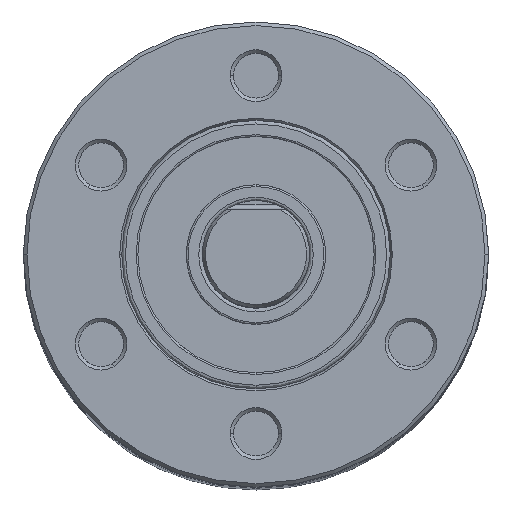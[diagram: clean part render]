
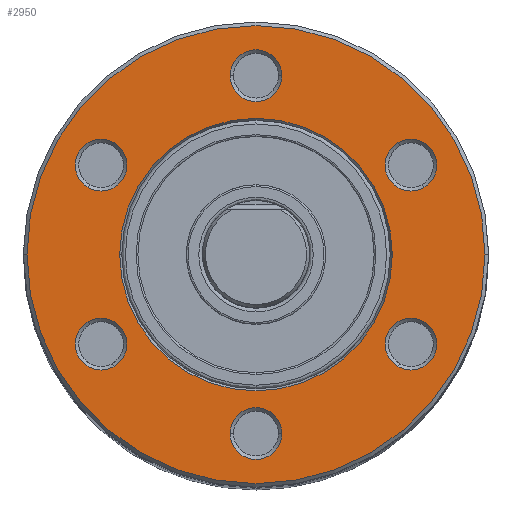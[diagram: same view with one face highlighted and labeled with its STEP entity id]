
A CAD part, top view. The second image highlights one B-rep face of the part: STEP entity #2950.
In plain terms, the highlighted planar face has unit normal (0, 0, 1).
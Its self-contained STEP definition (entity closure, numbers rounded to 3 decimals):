
#226=CARTESIAN_POINT('',(0.,0.,44.55));
#227=DIRECTION('',(0.,0.,1.));
#228=DIRECTION('',(1.,0.,0.));
#229=AXIS2_PLACEMENT_3D('',#226,#227,#228);
#231=CARTESIAN_POINT('',(0.,0.,44.55));
#232=DIRECTION('',(0.,0.,1.));
#233=DIRECTION('',(-1.,0.,0.));
#234=AXIS2_PLACEMENT_3D('',#231,#232,#233);
#236=CARTESIAN_POINT('',(0.,0.,44.55));
#237=DIRECTION('',(0.,0.,1.));
#238=DIRECTION('',(1.,0.,0.));
#239=AXIS2_PLACEMENT_3D('',#236,#237,#238);
#241=CARTESIAN_POINT('',(0.,0.,44.55));
#242=DIRECTION('',(0.,0.,1.));
#243=DIRECTION('',(-1.,0.,0.));
#244=AXIS2_PLACEMENT_3D('',#241,#242,#243);
#246=CARTESIAN_POINT('',(0.,-10.,44.55));
#247=DIRECTION('',(0.,0.,-1.));
#248=DIRECTION('',(-1.,0.,0.));
#249=AXIS2_PLACEMENT_3D('',#246,#247,#248);
#251=CARTESIAN_POINT('',(0.,-10.,44.55));
#252=DIRECTION('',(0.,0.,-1.));
#253=DIRECTION('',(1.,0.,0.));
#254=AXIS2_PLACEMENT_3D('',#251,#252,#253);
#256=CARTESIAN_POINT('',(-8.66,-5.,44.55));
#257=DIRECTION('',(0.,0.,-1.));
#258=DIRECTION('',(-0.5,0.866,0.));
#259=AXIS2_PLACEMENT_3D('',#256,#257,#258);
#261=CARTESIAN_POINT('',(-8.66,-5.,44.55));
#262=DIRECTION('',(0.,0.,-1.));
#263=DIRECTION('',(0.5,-0.866,0.));
#264=AXIS2_PLACEMENT_3D('',#261,#262,#263);
#266=CARTESIAN_POINT('',(-8.66,5.,44.55));
#267=DIRECTION('',(0.,0.,-1.));
#268=DIRECTION('',(-0.5,-0.866,0.));
#269=AXIS2_PLACEMENT_3D('',#266,#267,#268);
#271=CARTESIAN_POINT('',(-8.66,5.,44.55));
#272=DIRECTION('',(0.,0.,-1.));
#273=DIRECTION('',(0.5,0.866,0.));
#274=AXIS2_PLACEMENT_3D('',#271,#272,#273);
#276=CARTESIAN_POINT('',(0.,10.,44.55));
#277=DIRECTION('',(0.,0.,-1.));
#278=DIRECTION('',(-1.,0.,0.));
#279=AXIS2_PLACEMENT_3D('',#276,#277,#278);
#281=CARTESIAN_POINT('',(0.,10.,44.55));
#282=DIRECTION('',(0.,0.,-1.));
#283=DIRECTION('',(1.,0.,0.));
#284=AXIS2_PLACEMENT_3D('',#281,#282,#283);
#286=CARTESIAN_POINT('',(8.66,5.,44.55));
#287=DIRECTION('',(0.,0.,-1.));
#288=DIRECTION('',(-0.5,0.866,0.));
#289=AXIS2_PLACEMENT_3D('',#286,#287,#288);
#291=CARTESIAN_POINT('',(8.66,5.,44.55));
#292=DIRECTION('',(0.,0.,-1.));
#293=DIRECTION('',(0.5,-0.866,0.));
#294=AXIS2_PLACEMENT_3D('',#291,#292,#293);
#296=CARTESIAN_POINT('',(8.66,-5.,44.55));
#297=DIRECTION('',(0.,0.,-1.));
#298=DIRECTION('',(-0.5,-0.866,0.));
#299=AXIS2_PLACEMENT_3D('',#296,#297,#298);
#301=CARTESIAN_POINT('',(8.66,-5.,44.55));
#302=DIRECTION('',(0.,0.,-1.));
#303=DIRECTION('',(0.5,0.866,0.));
#304=AXIS2_PLACEMENT_3D('',#301,#302,#303);
#2261=CARTESIAN_POINT('',(12.8,0.,44.55));
#2262=CARTESIAN_POINT('',(-12.8,0.,44.55));
#2263=VERTEX_POINT('',#2261);
#2264=VERTEX_POINT('',#2262);
#2273=CARTESIAN_POINT('',(7.615,0.,44.55));
#2274=CARTESIAN_POINT('',(-7.615,0.,44.55));
#2275=VERTEX_POINT('',#2273);
#2276=VERTEX_POINT('',#2274);
#2277=CARTESIAN_POINT('',(-1.45,-10.,44.55));
#2278=CARTESIAN_POINT('',(1.45,-10.,44.55));
#2279=VERTEX_POINT('',#2277);
#2280=VERTEX_POINT('',#2278);
#2285=CARTESIAN_POINT('',(-9.385,-3.744,44.55));
#2286=CARTESIAN_POINT('',(-7.935,-6.256,44.55));
#2287=VERTEX_POINT('',#2285);
#2288=VERTEX_POINT('',#2286);
#2293=CARTESIAN_POINT('',(-9.385,3.744,44.55));
#2294=CARTESIAN_POINT('',(-7.935,6.256,44.55));
#2295=VERTEX_POINT('',#2293);
#2296=VERTEX_POINT('',#2294);
#2301=CARTESIAN_POINT('',(-1.45,10.,44.55));
#2302=CARTESIAN_POINT('',(1.45,10.,44.55));
#2303=VERTEX_POINT('',#2301);
#2304=VERTEX_POINT('',#2302);
#2309=CARTESIAN_POINT('',(7.935,6.256,44.55));
#2310=CARTESIAN_POINT('',(9.385,3.744,44.55));
#2311=VERTEX_POINT('',#2309);
#2312=VERTEX_POINT('',#2310);
#2317=CARTESIAN_POINT('',(7.935,-6.256,44.55));
#2318=CARTESIAN_POINT('',(9.385,-3.744,44.55));
#2319=VERTEX_POINT('',#2317);
#2320=VERTEX_POINT('',#2318);
#2898=CARTESIAN_POINT('',(0.,0.,44.55));
#2899=DIRECTION('',(0.,0.,1.));
#2900=DIRECTION('',(-1.,0.,0.));
#2901=AXIS2_PLACEMENT_3D('',#2898,#2899,#2900);
#2902=PLANE('',#2901);
#2904=ORIENTED_EDGE('',*,*,#2903,.F.);
#2905=ORIENTED_EDGE('',*,*,#2888,.F.);
#2906=EDGE_LOOP('',(#2904,#2905));
#2907=FACE_OUTER_BOUND('',#2906,.F.);
#2909=ORIENTED_EDGE('',*,*,#2908,.T.);
#2911=ORIENTED_EDGE('',*,*,#2910,.T.);
#2912=EDGE_LOOP('',(#2909,#2911));
#2913=FACE_BOUND('',#2912,.F.);
#2915=ORIENTED_EDGE('',*,*,#2914,.F.);
#2917=ORIENTED_EDGE('',*,*,#2916,.F.);
#2918=EDGE_LOOP('',(#2915,#2917));
#2919=FACE_BOUND('',#2918,.F.);
#2921=ORIENTED_EDGE('',*,*,#2920,.F.);
#2923=ORIENTED_EDGE('',*,*,#2922,.F.);
#2924=EDGE_LOOP('',(#2921,#2923));
#2925=FACE_BOUND('',#2924,.F.);
#2927=ORIENTED_EDGE('',*,*,#2926,.F.);
#2929=ORIENTED_EDGE('',*,*,#2928,.F.);
#2930=EDGE_LOOP('',(#2927,#2929));
#2931=FACE_BOUND('',#2930,.F.);
#2933=ORIENTED_EDGE('',*,*,#2932,.F.);
#2935=ORIENTED_EDGE('',*,*,#2934,.F.);
#2936=EDGE_LOOP('',(#2933,#2935));
#2937=FACE_BOUND('',#2936,.F.);
#2939=ORIENTED_EDGE('',*,*,#2938,.F.);
#2941=ORIENTED_EDGE('',*,*,#2940,.F.);
#2942=EDGE_LOOP('',(#2939,#2941));
#2943=FACE_BOUND('',#2942,.F.);
#2945=ORIENTED_EDGE('',*,*,#2944,.F.);
#2947=ORIENTED_EDGE('',*,*,#2946,.F.);
#2948=EDGE_LOOP('',(#2945,#2947));
#2949=FACE_BOUND('',#2948,.F.);
#2950=ADVANCED_FACE('',(#2907,#2913,#2919,#2925,#2931,#2937,#2943,#2949),#2902,
.T.);
#230=CIRCLE('',#229,12.8);
#235=CIRCLE('',#234,12.8);
#240=CIRCLE('',#239,7.615);
#245=CIRCLE('',#244,7.615);
#250=CIRCLE('',#249,1.45);
#255=CIRCLE('',#254,1.45);
#260=CIRCLE('',#259,1.45);
#265=CIRCLE('',#264,1.45);
#270=CIRCLE('',#269,1.45);
#275=CIRCLE('',#274,1.45);
#280=CIRCLE('',#279,1.45);
#285=CIRCLE('',#284,1.45);
#290=CIRCLE('',#289,1.45);
#295=CIRCLE('',#294,1.45);
#300=CIRCLE('',#299,1.45);
#305=CIRCLE('',#304,1.45);
#2888=EDGE_CURVE('',#2264,#2263,#235,.T.);
#2903=EDGE_CURVE('',#2263,#2264,#230,.T.);
#2908=EDGE_CURVE('',#2275,#2276,#240,.T.);
#2910=EDGE_CURVE('',#2276,#2275,#245,.T.);
#2914=EDGE_CURVE('',#2279,#2280,#250,.T.);
#2916=EDGE_CURVE('',#2280,#2279,#255,.T.);
#2920=EDGE_CURVE('',#2287,#2288,#260,.T.);
#2922=EDGE_CURVE('',#2288,#2287,#265,.T.);
#2926=EDGE_CURVE('',#2295,#2296,#270,.T.);
#2928=EDGE_CURVE('',#2296,#2295,#275,.T.);
#2932=EDGE_CURVE('',#2303,#2304,#280,.T.);
#2934=EDGE_CURVE('',#2304,#2303,#285,.T.);
#2938=EDGE_CURVE('',#2311,#2312,#290,.T.);
#2940=EDGE_CURVE('',#2312,#2311,#295,.T.);
#2944=EDGE_CURVE('',#2319,#2320,#300,.T.);
#2946=EDGE_CURVE('',#2320,#2319,#305,.T.);
